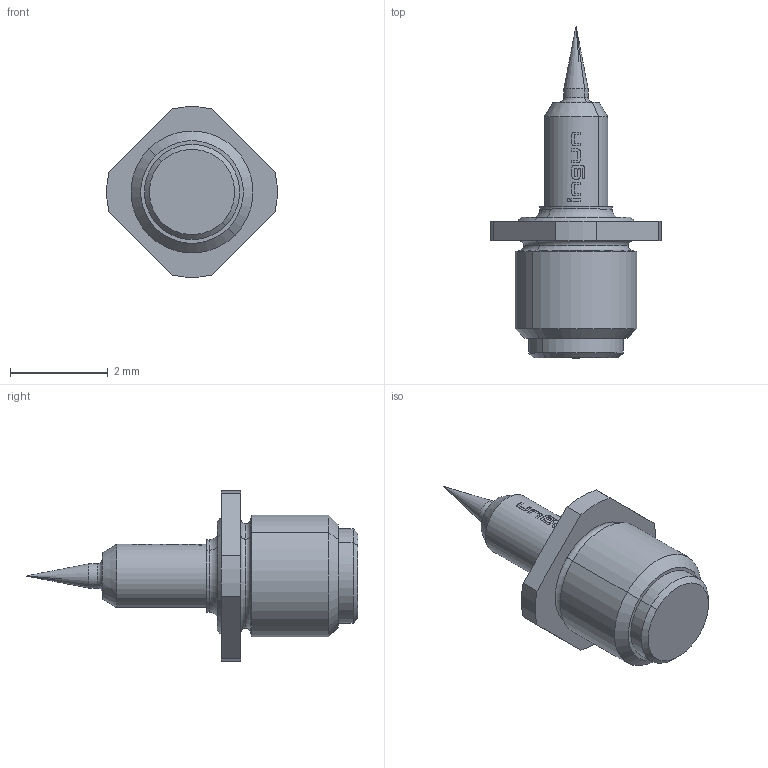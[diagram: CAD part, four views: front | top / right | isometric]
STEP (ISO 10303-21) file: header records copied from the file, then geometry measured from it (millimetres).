
FILE_DESCRIPTION (( 'STEP AP203' ), '1' );
FILE_NAME ('INGUN_GKS-967_215_130_A_xx01_M.STEP', '2021-09-14T05:30:56', ( 'ochi' ), ( '' ), 'SwSTEP 2.0', 'SolidWorks 2018', '' );
FILE_SCHEMA (( 'CONFIG_CONTROL_DESIGN' ));
Length unit declared in the file: millimetre
Products named in the file (1): INGUN_GKS-967_215_130_A_xx01_M
Bounding box: 3.49 x 6.8 x 3.49 mm (x, y, z)
Volume: 17.5 mm3; surface area: 52.3 mm2
Topology: 1 solids, 1 shells, 110 faces, 268 edges, 171 vertices
Faces by surface type: bspline 41, plane 23, cylinder 20, torus 14, cone 12
Entity records: 3816 total; most frequent: CARTESIAN_POINT 1532, ORIENTED_EDGE 532, DIRECTION 322, EDGE_CURVE 266, VERTEX_POINT 171, B_SPLINE_CURVE_WITH_KNOTS 156, AXIS2_PLACEMENT_3D 142, EDGE_LOOP 123
